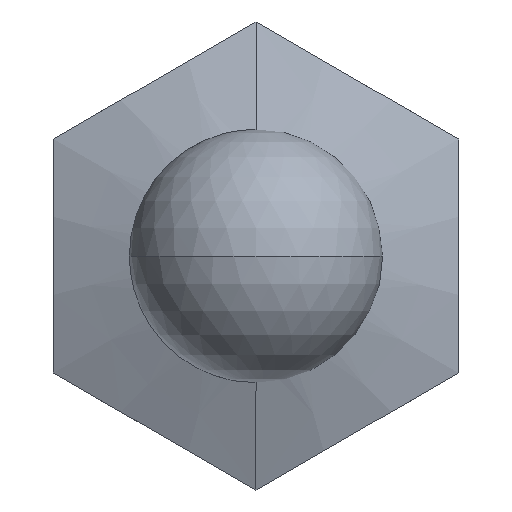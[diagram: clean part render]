
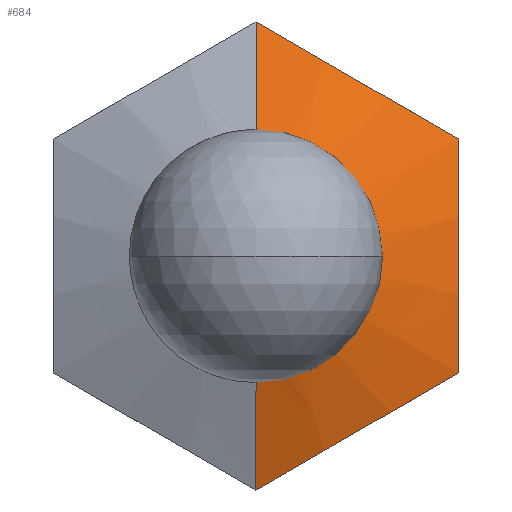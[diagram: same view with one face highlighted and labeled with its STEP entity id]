
A CAD part, front view. The second image highlights one B-rep face of the part: STEP entity #684.
In plain terms, the highlighted conical face has half-angle 70 degrees and reference radius 13.9 mm.
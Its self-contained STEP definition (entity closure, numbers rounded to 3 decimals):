
#13 = CARTESIAN_POINT ( 'NONE',  ( 6., -8.378, 10.392 ) ) ;
#36 = DIRECTION ( 'NONE',  ( 0., 0., 1. ) ) ;
#45 = CARTESIAN_POINT ( 'NONE',  ( 4., -8.254, -11.547 ) ) ;
#57 = CARTESIAN_POINT ( 'NONE',  ( 12., -7.85, 5.778 ) ) ;
#95 = CARTESIAN_POINT ( 'NONE',  ( 2., -8.021, 12.702 ) ) ;
#109 = VERTEX_POINT ( 'NONE', #270 ) ;
#128 = CARTESIAN_POINT ( 'NONE',  ( 8., -8.254, -9.238 ) ) ;
#133 = DIRECTION ( 'NONE',  ( 0., 0.342, 0.94 ) ) ;
#136 = CARTESIAN_POINT ( 'NONE',  ( 0., -7.625, 13.9 ) ) ;
#177 = CARTESIAN_POINT ( 'NONE',  ( 0., -7.641, 13.856 ) ) ;
#205 = CARTESIAN_POINT ( 'NONE',  ( 11., -7.851, -7.506 ) ) ;
#216 = CARTESIAN_POINT ( 'NONE',  ( 12., -7.85, -5.78 ) ) ;
#228 = CONICAL_SURFACE ( 'NONE', #714, 13.9, 1.222 ) ;
#270 = CARTESIAN_POINT ( 'NONE',  ( 0., -7.641, -13.856 ) ) ;
#279 = CARTESIAN_POINT ( 'NONE',  ( 12., -7.641, -6.928 ) ) ;
#296 = VERTEX_POINT ( 'NONE', #434 ) ;
#321 = ORIENTED_EDGE ( 'NONE', *, *, #668, .T. ) ;
#328 = CARTESIAN_POINT ( 'NONE',  ( 12., -7.641, 6.928 ) ) ;
#329 = VERTEX_POINT ( 'NONE', #400 ) ;
#370 = CARTESIAN_POINT ( 'NONE',  ( 12., -8.255, -2.301 ) ) ;
#400 = CARTESIAN_POINT ( 'NONE',  ( 0., -10.5, 6. ) ) ;
#401 = AXIS2_PLACEMENT_3D ( 'NONE', #988, #518, #36 ) ;
#413 = LINE ( 'NONE', #136, #512 ) ;
#415 = CARTESIAN_POINT ( 'NONE',  ( 11., -7.851, 7.506 ) ) ;
#428 = CARTESIAN_POINT ( 'NONE',  ( 0., -7.625, -13.9 ) ) ;
#434 = CARTESIAN_POINT ( 'NONE',  ( 12., -7.641, 6.928 ) ) ;
#448 = ORIENTED_EDGE ( 'NONE', *, *, #465, .F. ) ;
#453 = CARTESIAN_POINT ( 'NONE',  ( 12., -8.316, 1.167 ) ) ;
#454 = ORIENTED_EDGE ( 'NONE', *, *, #520, .T. ) ;
#465 = EDGE_CURVE ( 'NONE', #329, #517, #413, .T. ) ;
#491 = CARTESIAN_POINT ( 'NONE',  ( 8., -8.254, 9.238 ) ) ;
#501 = B_SPLINE_CURVE_WITH_KNOTS ( 'NONE', 3,
 ( #328, #415, #968, #491, #13, #574, #95, #647, #177 ),
 .UNSPECIFIED., .F., .F.,
 ( 4, 2, 1, 2, 4 ),
 ( 0., 0.003, 0.007, 0.01, 0.014 ),
 .UNSPECIFIED. ) ;
#512 = VECTOR ( 'NONE', #133, 1000. ) ;
#517 = VERTEX_POINT ( 'NONE', #720 ) ;
#518 = DIRECTION ( 'NONE',  ( 0., 1., 0. ) ) ;
#520 = EDGE_CURVE ( 'NONE', #296, #517, #501, .T. ) ;
#522 = CARTESIAN_POINT ( 'NONE',  ( 2., -8.021, -12.702 ) ) ;
#534 = CARTESIAN_POINT ( 'NONE',  ( 12., -8.02, 4.626 ) ) ;
#549 = FACE_OUTER_BOUND ( 'NONE', #560, .T. ) ;
#560 = EDGE_LOOP ( 'NONE', ( #321, #778, #561, #623, #454, #448 ) ) ;
#561 = ORIENTED_EDGE ( 'NONE', *, *, #722, .T. ) ;
#574 = CARTESIAN_POINT ( 'NONE',  ( 4., -8.254, 11.547 ) ) ;
#597 = CARTESIAN_POINT ( 'NONE',  ( 6., -8.378, -10.392 ) ) ;
#608 = B_SPLINE_CURVE_WITH_KNOTS ( 'NONE', 3,
 ( #830, #919, #522, #45, #597, #128, #671, #205, #750 ),
 .UNSPECIFIED., .F., .F.,
 ( 4, 2, 1, 2, 4 ),
 ( 0., 0.003, 0.007, 0.01, 0.014 ),
 .UNSPECIFIED. ) ;
#610 = CARTESIAN_POINT ( 'NONE',  ( 12., -7.641, 6.928 ) ) ;
#617 = EDGE_CURVE ( 'NONE', #731, #109, #802, .T. ) ;
#623 = ORIENTED_EDGE ( 'NONE', *, *, #773, .T. ) ;
#647 = CARTESIAN_POINT ( 'NONE',  ( 1., -7.851, 13.279 ) ) ;
#668 = EDGE_CURVE ( 'NONE', #329, #731, #725, .T. ) ;
#671 = CARTESIAN_POINT ( 'NONE',  ( 10., -8.021, -8.083 ) ) ;
#684 = ADVANCED_FACE ( 'NONE', ( #549 ), #228, .T. ) ;
#699 = VERTEX_POINT ( 'NONE', #279 ) ;
#709 = B_SPLINE_CURVE_WITH_KNOTS ( 'NONE', 3,
 ( #762, #216, #843, #370, #930, #453, #1009, #534, #57, #610 ),
 .UNSPECIFIED., .F., .F.,
 ( 4, 2, 2, 2, 4 ),
 ( 0.012, 0.015, 0.019, 0.022, 0.026 ),
 .UNSPECIFIED. ) ;
#714 = AXIS2_PLACEMENT_3D ( 'NONE', #915, #991, #741 ) ;
#720 = CARTESIAN_POINT ( 'NONE',  ( 0., -7.641, 13.856 ) ) ;
#722 = EDGE_CURVE ( 'NONE', #109, #699, #608, .T. ) ;
#725 = CIRCLE ( 'NONE', #401, 6. ) ;
#731 = VERTEX_POINT ( 'NONE', #831 ) ;
#741 = DIRECTION ( 'NONE',  ( 0., 0., 1. ) ) ;
#749 = VECTOR ( 'NONE', #977, 1000. ) ;
#750 = CARTESIAN_POINT ( 'NONE',  ( 12., -7.641, -6.928 ) ) ;
#762 = CARTESIAN_POINT ( 'NONE',  ( 12., -7.641, -6.928 ) ) ;
#773 = EDGE_CURVE ( 'NONE', #699, #296, #709, .T. ) ;
#778 = ORIENTED_EDGE ( 'NONE', *, *, #617, .T. ) ;
#802 = LINE ( 'NONE', #428, #749 ) ;
#830 = CARTESIAN_POINT ( 'NONE',  ( 0., -7.641, -13.856 ) ) ;
#831 = CARTESIAN_POINT ( 'NONE',  ( 0., -10.5, -6. ) ) ;
#843 = CARTESIAN_POINT ( 'NONE',  ( 12., -8.021, -4.618 ) ) ;
#915 = CARTESIAN_POINT ( 'NONE',  ( 0., -7.625, 0. ) ) ;
#919 = CARTESIAN_POINT ( 'NONE',  ( 1., -7.851, -13.279 ) ) ;
#930 = CARTESIAN_POINT ( 'NONE',  ( 12., -8.317, -1.145 ) ) ;
#968 = CARTESIAN_POINT ( 'NONE',  ( 10., -8.021, 8.083 ) ) ;
#977 = DIRECTION ( 'NONE',  ( 0., 0.342, -0.94 ) ) ;
#988 = CARTESIAN_POINT ( 'NONE',  ( 0., -10.5, 0. ) ) ;
#991 = DIRECTION ( 'NONE',  ( 0., 1., 0. ) ) ;
#1009 = CARTESIAN_POINT ( 'NONE',  ( 12., -8.254, 2.321 ) ) ;
